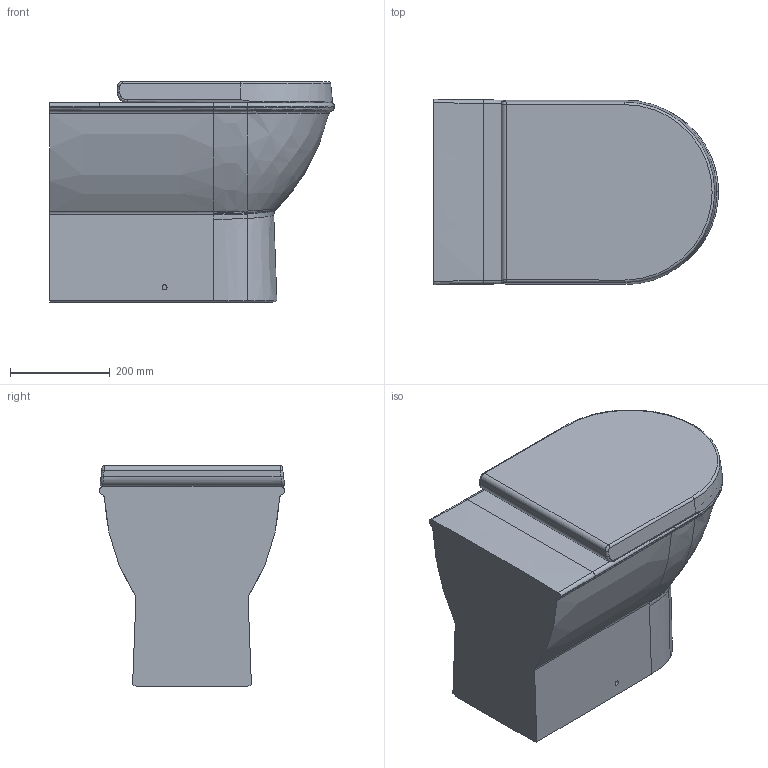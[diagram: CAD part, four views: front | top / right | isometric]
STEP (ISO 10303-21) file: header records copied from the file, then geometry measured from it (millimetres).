
FILE_DESCRIPTION((''),'2;1');
FILE_NAME('213909.stp','2011-05-18T18:22:30',('Administrator'),(''),'Autodesk Inventor 2011','Autodesk Inventor 2011','');
FILE_SCHEMA(('AUTOMOTIVE_DESIGN { 1 0 10303 214 1 1 1 1 }'));
Length unit declared in the file: millimetre
Products named in the file (3): 213909; 006989
Assembly tree (2 placements, depth 2):
  213909
    213909
    006989
Bounding box: 570 x 371.06 x 442.05 mm (x, y, z)
Volume: 46577125.7 mm3; surface area: 1357650.1 mm2
Topology: 2 solids, 2 shells, 201 faces, 458 edges, 272 vertices
Faces by surface type: bspline 117, cylinder 43, plane 37, torus 3, cone 1
Full cylindrical faces by diameter (mm): 10 x2, 16 x2
Entity records: 14563 total; most frequent: CARTESIAN_POINT 10672, ORIENTED_EDGE 908, DIRECTION 556, EDGE_CURVE 454, VERTEX_POINT 272, EDGE_LOOP 216, AXIS2_PLACEMENT_3D 215, B_SPLINE_CURVE_WITH_KNOTS 202
